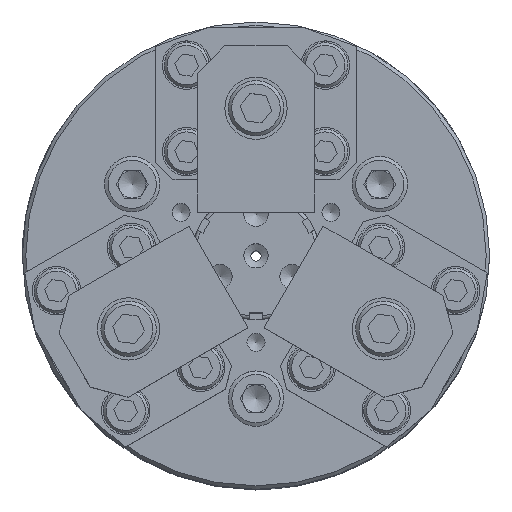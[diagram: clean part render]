
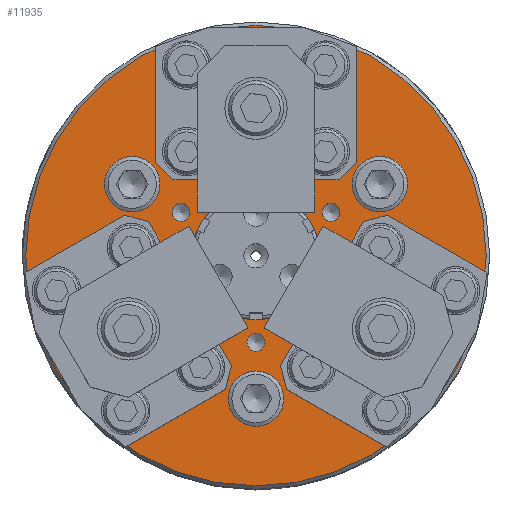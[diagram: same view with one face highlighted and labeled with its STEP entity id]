
A CAD part, top view. The second image highlights one B-rep face of the part: STEP entity #11935.
In plain terms, the highlighted planar face has unit normal (0, 0, 1).
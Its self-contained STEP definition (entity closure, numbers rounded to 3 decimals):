
#1579=PLANE('',#13311);
#2164=CIRCLE('',#13159,2.6);
#2166=CIRCLE('',#13163,2.6);
#2168=CIRCLE('',#13167,2.6);
#2171=CIRCLE('',#13172,8.);
#2173=CIRCLE('',#13175,8.);
#2175=CIRCLE('',#13178,8.);
#2216=CIRCLE('',#13238,66.5);
#2217=CIRCLE('',#13240,3.4);
#2219=CIRCLE('',#13244,3.4);
#2221=CIRCLE('',#13248,3.4);
#2223=CIRCLE('',#13252,3.4);
#2225=CIRCLE('',#13256,3.4);
#2227=CIRCLE('',#13260,3.4);
#2229=CIRCLE('',#13264,3.4);
#2231=CIRCLE('',#13268,3.4);
#2233=CIRCLE('',#13272,3.4);
#2235=CIRCLE('',#13276,3.4);
#2237=CIRCLE('',#13280,3.4);
#2239=CIRCLE('',#13284,3.4);
#2250=CIRCLE('',#13312,18.5);
#2251=CIRCLE('',#13313,15.);
#2252=CIRCLE('',#13314,15.);
#2253=CIRCLE('',#13315,15.);
#3099=ORIENTED_EDGE('',*,*,#6003,.T.);
#3100=ORIENTED_EDGE('',*,*,#6004,.T.);
#3101=ORIENTED_EDGE('',*,*,#6005,.T.);
#3102=ORIENTED_EDGE('',*,*,#6006,.T.);
#3103=ORIENTED_EDGE('',*,*,#5968,.T.);
#3104=ORIENTED_EDGE('',*,*,#5966,.T.);
#3105=ORIENTED_EDGE('',*,*,#5964,.T.);
#3106=ORIENTED_EDGE('',*,*,#5962,.T.);
#3107=ORIENTED_EDGE('',*,*,#5960,.T.);
#3108=ORIENTED_EDGE('',*,*,#5958,.T.);
#3109=ORIENTED_EDGE('',*,*,#5956,.T.);
#3110=ORIENTED_EDGE('',*,*,#5954,.T.);
#3111=ORIENTED_EDGE('',*,*,#5952,.T.);
#3112=ORIENTED_EDGE('',*,*,#5950,.T.);
#3113=ORIENTED_EDGE('',*,*,#5948,.T.);
#3114=ORIENTED_EDGE('',*,*,#5946,.T.);
#3115=ORIENTED_EDGE('',*,*,#5945,.T.);
#3116=ORIENTED_EDGE('',*,*,#5886,.T.);
#3117=ORIENTED_EDGE('',*,*,#5883,.T.);
#3118=ORIENTED_EDGE('',*,*,#5880,.T.);
#3119=ORIENTED_EDGE('',*,*,#5876,.T.);
#3120=ORIENTED_EDGE('',*,*,#5874,.T.);
#3121=ORIENTED_EDGE('',*,*,#5872,.T.);
#5872=EDGE_CURVE('',#7357,#7357,#2164,.T.);
#5874=EDGE_CURVE('',#7360,#7360,#2166,.T.);
#5876=EDGE_CURVE('',#7363,#7363,#2168,.T.);
#5880=EDGE_CURVE('',#7368,#7368,#2171,.T.);
#5883=EDGE_CURVE('',#7371,#7371,#2173,.T.);
#5886=EDGE_CURVE('',#7374,#7374,#2175,.T.);
#5945=EDGE_CURVE('',#7412,#7412,#2216,.T.);
#5946=EDGE_CURVE('',#7413,#7413,#2217,.T.);
#5948=EDGE_CURVE('',#7416,#7416,#2219,.T.);
#5950=EDGE_CURVE('',#7419,#7419,#2221,.T.);
#5952=EDGE_CURVE('',#7422,#7422,#2223,.T.);
#5954=EDGE_CURVE('',#7425,#7425,#2225,.T.);
#5956=EDGE_CURVE('',#7428,#7428,#2227,.T.);
#5958=EDGE_CURVE('',#7431,#7431,#2229,.T.);
#5960=EDGE_CURVE('',#7434,#7434,#2231,.T.);
#5962=EDGE_CURVE('',#7437,#7437,#2233,.T.);
#5964=EDGE_CURVE('',#7440,#7440,#2235,.T.);
#5966=EDGE_CURVE('',#7443,#7443,#2237,.T.);
#5968=EDGE_CURVE('',#7446,#7446,#2239,.T.);
#6003=EDGE_CURVE('',#7467,#7467,#2250,.T.);
#6004=EDGE_CURVE('',#7468,#7468,#2251,.T.);
#6005=EDGE_CURVE('',#7469,#7469,#2252,.T.);
#6006=EDGE_CURVE('',#7470,#7470,#2253,.T.);
#7357=VERTEX_POINT('',#18821);
#7360=VERTEX_POINT('',#18828);
#7363=VERTEX_POINT('',#18835);
#7368=VERTEX_POINT('',#18850);
#7371=VERTEX_POINT('',#18861);
#7374=VERTEX_POINT('',#18872);
#7412=VERTEX_POINT('',#19012);
#7413=VERTEX_POINT('',#19015);
#7416=VERTEX_POINT('',#19022);
#7419=VERTEX_POINT('',#19029);
#7422=VERTEX_POINT('',#19036);
#7425=VERTEX_POINT('',#19043);
#7428=VERTEX_POINT('',#19050);
#7431=VERTEX_POINT('',#19057);
#7434=VERTEX_POINT('',#19064);
#7437=VERTEX_POINT('',#19071);
#7440=VERTEX_POINT('',#19078);
#7443=VERTEX_POINT('',#19085);
#7446=VERTEX_POINT('',#19092);
#7467=VERTEX_POINT('',#19165);
#7468=VERTEX_POINT('',#19167);
#7469=VERTEX_POINT('',#19169);
#7470=VERTEX_POINT('',#19171);
#8691=EDGE_LOOP('',(#3099));
#8692=EDGE_LOOP('',(#3100));
#8693=EDGE_LOOP('',(#3101));
#8694=EDGE_LOOP('',(#3102));
#8695=EDGE_LOOP('',(#3103));
#8696=EDGE_LOOP('',(#3104));
#8697=EDGE_LOOP('',(#3105));
#8698=EDGE_LOOP('',(#3106));
#8699=EDGE_LOOP('',(#3107));
#8700=EDGE_LOOP('',(#3108));
#8701=EDGE_LOOP('',(#3109));
#8702=EDGE_LOOP('',(#3110));
#8703=EDGE_LOOP('',(#3111));
#8704=EDGE_LOOP('',(#3112));
#8705=EDGE_LOOP('',(#3113));
#8706=EDGE_LOOP('',(#3114));
#8707=EDGE_LOOP('',(#3115));
#8708=EDGE_LOOP('',(#3116));
#8709=EDGE_LOOP('',(#3117));
#8710=EDGE_LOOP('',(#3118));
#8711=EDGE_LOOP('',(#3119));
#8712=EDGE_LOOP('',(#3120));
#8713=EDGE_LOOP('',(#3121));
#10198=FACE_BOUND('',#8691,.T.);
#10199=FACE_BOUND('',#8692,.T.);
#10200=FACE_BOUND('',#8693,.T.);
#10201=FACE_BOUND('',#8694,.T.);
#10202=FACE_BOUND('',#8695,.T.);
#10203=FACE_BOUND('',#8696,.T.);
#10204=FACE_BOUND('',#8697,.T.);
#10205=FACE_BOUND('',#8698,.T.);
#10206=FACE_BOUND('',#8699,.T.);
#10207=FACE_BOUND('',#8700,.T.);
#10208=FACE_BOUND('',#8701,.T.);
#10209=FACE_BOUND('',#8702,.T.);
#10210=FACE_BOUND('',#8703,.T.);
#10211=FACE_BOUND('',#8704,.T.);
#10212=FACE_BOUND('',#8705,.T.);
#10213=FACE_BOUND('',#8706,.T.);
#10214=FACE_BOUND('',#8707,.T.);
#10215=FACE_BOUND('',#8708,.T.);
#10216=FACE_BOUND('',#8709,.T.);
#10217=FACE_BOUND('',#8710,.T.);
#10218=FACE_BOUND('',#8711,.T.);
#10219=FACE_BOUND('',#8712,.T.);
#10220=FACE_BOUND('',#8713,.T.);
#11935=ADVANCED_FACE('',(#10198,#10199,#10200,#10201,#10202,#10203,#10204,
#10205,#10206,#10207,#10208,#10209,#10210,#10211,#10212,#10213,#10214,#10215,
#10216,#10217,#10218,#10219,#10220),#1579,.F.);
#13159=AXIS2_PLACEMENT_3D('',#18820,#14814,#14815);
#13163=AXIS2_PLACEMENT_3D('',#18827,#14822,#14823);
#13167=AXIS2_PLACEMENT_3D('',#18834,#14830,#14831);
#13172=AXIS2_PLACEMENT_3D('',#18849,#14840,#14841);
#13175=AXIS2_PLACEMENT_3D('',#18860,#14846,#14847);
#13178=AXIS2_PLACEMENT_3D('',#18871,#14852,#14853);
#13238=AXIS2_PLACEMENT_3D('',#19011,#14984,#14985);
#13240=AXIS2_PLACEMENT_3D('',#19014,#14988,#14989);
#13244=AXIS2_PLACEMENT_3D('',#19021,#14996,#14997);
#13248=AXIS2_PLACEMENT_3D('',#19028,#15004,#15005);
#13252=AXIS2_PLACEMENT_3D('',#19035,#15012,#15013);
#13256=AXIS2_PLACEMENT_3D('',#19042,#15020,#15021);
#13260=AXIS2_PLACEMENT_3D('',#19049,#15028,#15029);
#13264=AXIS2_PLACEMENT_3D('',#19056,#15036,#15037);
#13268=AXIS2_PLACEMENT_3D('',#19063,#15044,#15045);
#13272=AXIS2_PLACEMENT_3D('',#19070,#15052,#15053);
#13276=AXIS2_PLACEMENT_3D('',#19077,#15060,#15061);
#13280=AXIS2_PLACEMENT_3D('',#19084,#15068,#15069);
#13284=AXIS2_PLACEMENT_3D('',#19091,#15076,#15077);
#13311=AXIS2_PLACEMENT_3D('',#19163,#15154,#15155);
#13312=AXIS2_PLACEMENT_3D('',#19164,#15156,#15157);
#13313=AXIS2_PLACEMENT_3D('',#19166,#15158,#15159);
#13314=AXIS2_PLACEMENT_3D('',#19168,#15160,#15161);
#13315=AXIS2_PLACEMENT_3D('',#19170,#15162,#15163);
#14814=DIRECTION('',(0.,0.,-1.));
#14815=DIRECTION('',(0.5,0.866,0.));
#14822=DIRECTION('',(0.,0.,-1.));
#14823=DIRECTION('',(0.5,-0.866,0.));
#14830=DIRECTION('',(0.,0.,-1.));
#14831=DIRECTION('',(-1.,0.,0.));
#14840=DIRECTION('',(0.,0.,-1.));
#14841=DIRECTION('',(0.5,0.866,0.));
#14846=DIRECTION('',(0.,0.,-1.));
#14847=DIRECTION('',(0.5,-0.866,0.));
#14852=DIRECTION('',(0.,0.,-1.));
#14853=DIRECTION('',(-1.,0.,0.));
#14984=DIRECTION('',(0.,0.,1.));
#14985=DIRECTION('',(-1.,0.,0.));
#14988=DIRECTION('',(0.,0.,-1.));
#14989=DIRECTION('',(0.5,0.866,0.));
#14996=DIRECTION('',(0.,0.,-1.));
#14997=DIRECTION('',(0.5,0.866,0.));
#15004=DIRECTION('',(0.,0.,-1.));
#15005=DIRECTION('',(0.5,0.866,0.));
#15012=DIRECTION('',(0.,0.,-1.));
#15013=DIRECTION('',(0.5,0.866,0.));
#15020=DIRECTION('',(0.,0.,-1.));
#15021=DIRECTION('',(0.5,-0.866,0.));
#15028=DIRECTION('',(0.,0.,-1.));
#15029=DIRECTION('',(0.5,-0.866,0.));
#15036=DIRECTION('',(0.,0.,-1.));
#15037=DIRECTION('',(0.5,-0.866,0.));
#15044=DIRECTION('',(0.,0.,-1.));
#15045=DIRECTION('',(0.5,-0.866,0.));
#15052=DIRECTION('',(0.,0.,-1.));
#15053=DIRECTION('',(-1.,0.,0.));
#15060=DIRECTION('',(0.,0.,-1.));
#15061=DIRECTION('',(-1.,0.,0.));
#15068=DIRECTION('',(0.,0.,-1.));
#15069=DIRECTION('',(-1.,0.,0.));
#15076=DIRECTION('',(0.,0.,-1.));
#15077=DIRECTION('',(-1.,0.,0.));
#15154=DIRECTION('',(0.,0.,-1.));
#15155=DIRECTION('',(-1.,0.,0.));
#15156=DIRECTION('',(0.,0.,-1.));
#15157=DIRECTION('',(-1.,0.,0.));
#15158=DIRECTION('',(0.,0.,-1.));
#15159=DIRECTION('',(-1.,0.,0.));
#15160=DIRECTION('',(0.,0.,-1.));
#15161=DIRECTION('',(0.5,-0.866,0.));
#15162=DIRECTION('',(0.,0.,-1.));
#15163=DIRECTION('',(0.5,0.866,0.));
#18820=CARTESIAN_POINT('',(0.,-25.,70.));
#18821=CARTESIAN_POINT('',(1.3,-22.748,70.));
#18827=CARTESIAN_POINT('',(-21.651,12.5,70.));
#18828=CARTESIAN_POINT('',(-20.351,10.248,70.));
#18834=CARTESIAN_POINT('',(21.651,12.5,70.));
#18835=CARTESIAN_POINT('',(19.051,12.5,70.));
#18849=CARTESIAN_POINT('',(0.,-41.3,70.));
#18850=CARTESIAN_POINT('',(4.,-34.372,70.));
#18860=CARTESIAN_POINT('',(-35.767,20.65,70.));
#18861=CARTESIAN_POINT('',(-31.767,13.722,70.));
#18871=CARTESIAN_POINT('',(35.767,20.65,70.));
#18872=CARTESIAN_POINT('',(27.767,20.65,70.));
#19011=CARTESIAN_POINT('',(0.,0.,70.));
#19012=CARTESIAN_POINT('',(-66.5,0.,70.));
#19014=CARTESIAN_POINT('',(37.631,-44.821,70.));
#19015=CARTESIAN_POINT('',(39.331,-41.876,70.));
#19021=CARTESIAN_POINT('',(35.981,2.321,70.));
#19022=CARTESIAN_POINT('',(37.681,5.265,70.));
#19028=CARTESIAN_POINT('',(57.631,-10.179,70.));
#19029=CARTESIAN_POINT('',(59.331,-7.235,70.));
#19035=CARTESIAN_POINT('',(15.981,-32.321,70.));
#19036=CARTESIAN_POINT('',(17.681,-29.376,70.));
#19042=CARTESIAN_POINT('',(-57.631,-10.179,70.));
#19043=CARTESIAN_POINT('',(-55.931,-13.124,70.));
#19049=CARTESIAN_POINT('',(-15.981,-32.321,70.));
#19050=CARTESIAN_POINT('',(-14.281,-35.265,70.));
#19056=CARTESIAN_POINT('',(-37.631,-44.821,70.));
#19057=CARTESIAN_POINT('',(-35.931,-47.765,70.));
#19063=CARTESIAN_POINT('',(-35.981,2.321,70.));
#19064=CARTESIAN_POINT('',(-34.281,-0.624,70.));
#19070=CARTESIAN_POINT('',(20.,55.,70.));
#19071=CARTESIAN_POINT('',(16.6,55.,70.));
#19077=CARTESIAN_POINT('',(-20.,30.,70.));
#19078=CARTESIAN_POINT('',(-23.4,30.,70.));
#19084=CARTESIAN_POINT('',(-20.,55.,70.));
#19085=CARTESIAN_POINT('',(-23.4,55.,70.));
#19091=CARTESIAN_POINT('',(20.,30.,70.));
#19092=CARTESIAN_POINT('',(16.6,30.,70.));
#19163=CARTESIAN_POINT('',(0.,18.5,70.));
#19164=CARTESIAN_POINT('',(0.,0.,70.));
#19165=CARTESIAN_POINT('',(-18.5,0.,70.));
#19166=CARTESIAN_POINT('',(0.,42.5,70.));
#19167=CARTESIAN_POINT('',(-15.,42.5,70.));
#19168=CARTESIAN_POINT('',(-36.806,-21.25,70.));
#19169=CARTESIAN_POINT('',(-29.306,-34.24,70.));
#19170=CARTESIAN_POINT('',(36.806,-21.25,70.));
#19171=CARTESIAN_POINT('',(44.306,-8.26,70.));
